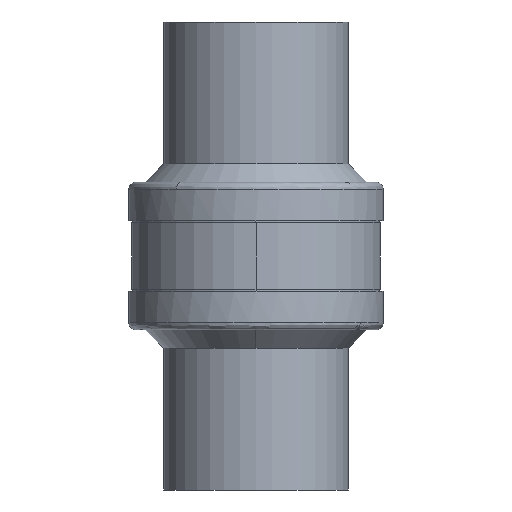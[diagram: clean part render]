
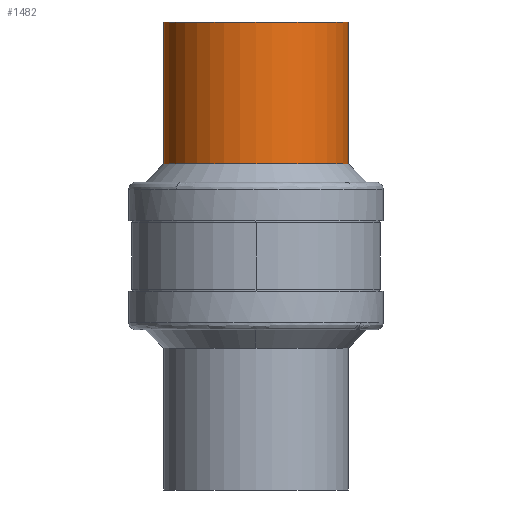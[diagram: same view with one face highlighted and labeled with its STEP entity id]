
A CAD part, left-side view. The second image highlights one B-rep face of the part: STEP entity #1482.
In plain terms, the highlighted cylindrical face has radius 9.525 mm (diameter 19.05 mm), a partial arc.
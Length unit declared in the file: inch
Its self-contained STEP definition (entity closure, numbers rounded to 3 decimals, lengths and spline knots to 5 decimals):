
#127 = EDGE_CURVE ( 'NONE', #1920, #1969, #1956, .T. ) ;
#129 = EDGE_CURVE ( 'NONE', #1794, #1984, #1935, .T. ) ;
#260 = EDGE_CURVE ( 'NONE', #1920, #1794, #1644, .T. ) ;
#261 = EDGE_CURVE ( 'NONE', #1984, #1969, #1643, .T. ) ;
#285 = AXIS2_PLACEMENT_3D ( 'NONE', #510, #512, #514 ) ;
#344 = AXIS2_PLACEMENT_3D ( 'NONE', #872, #871, #870 ) ;
#345 = AXIS2_PLACEMENT_3D ( 'NONE', #877, #875, #874 ) ;
#441 = CARTESIAN_POINT ( 'NONE',  ( 0., 0.375, 0.65871 ) ) ;
#447 = CARTESIAN_POINT ( 'NONE',  ( 0., -0.375, 0.65871 ) ) ;
#485 = CARTESIAN_POINT ( 'NONE',  ( 0., -0.375, 1.235 ) ) ;
#507 = CARTESIAN_POINT ( 'NONE',  ( 0., 0.375, 1.235 ) ) ;
#510 = CARTESIAN_POINT ( 'NONE',  ( 0., 0., 1.02759 ) ) ;
#512 = DIRECTION ( 'NONE',  ( 0., 0., -1. ) ) ;
#514 = DIRECTION ( 'NONE',  ( 0., 1., 0. ) ) ;
#870 = DIRECTION ( 'NONE',  ( 0., 1., 0. ) ) ;
#871 = DIRECTION ( 'NONE',  ( 0., 0., 1. ) ) ;
#872 = CARTESIAN_POINT ( 'NONE',  ( 0., 0., 0.65871 ) ) ;
#874 = DIRECTION ( 'NONE',  ( 0., 1., 0. ) ) ;
#875 = DIRECTION ( 'NONE',  ( 0., 0., -1. ) ) ;
#877 = CARTESIAN_POINT ( 'NONE',  ( 0., 0., 1.235 ) ) ;
#952 = CARTESIAN_POINT ( 'NONE',  ( 0., -0.375, 1.02759 ) ) ;
#959 = DIRECTION ( 'NONE',  ( 0., 0., -1. ) ) ;
#998 = CARTESIAN_POINT ( 'NONE',  ( 0., 0.375, 1.02759 ) ) ;
#1024 = DIRECTION ( 'NONE',  ( 0., 0., -1. ) ) ;
#1482 = ADVANCED_FACE ( 'NONE', ( #1526 ), #1525, .T. ) ;
#1525 = CYLINDRICAL_SURFACE ( 'NONE', #285, 0.375 ) ;
#1526 = FACE_OUTER_BOUND ( 'NONE', #1819, .T. ) ;
#1643 = CIRCLE ( 'NONE', #344, 0.375 ) ;
#1644 = CIRCLE ( 'NONE', #345, 0.375 ) ;
#1794 = VERTEX_POINT ( 'NONE', #507 ) ;
#1819 = EDGE_LOOP ( 'NONE', ( #2271, #2272, #2273, #2274 ) ) ;
#1920 = VERTEX_POINT ( 'NONE', #485 ) ;
#1924 = VECTOR ( 'NONE', #959, 39.37008 ) ;
#1935 = LINE ( 'NONE', #998, #1924 ) ;
#1946 = VECTOR ( 'NONE', #1024, 39.37008 ) ;
#1956 = LINE ( 'NONE', #952, #1946 ) ;
#1969 = VERTEX_POINT ( 'NONE', #447 ) ;
#1984 = VERTEX_POINT ( 'NONE', #441 ) ;
#2271 = ORIENTED_EDGE ( 'NONE', *, *, #127, .F. ) ;
#2272 = ORIENTED_EDGE ( 'NONE', *, *, #260, .T. ) ;
#2273 = ORIENTED_EDGE ( 'NONE', *, *, #129, .T. ) ;
#2274 = ORIENTED_EDGE ( 'NONE', *, *, #261, .T. ) ;
